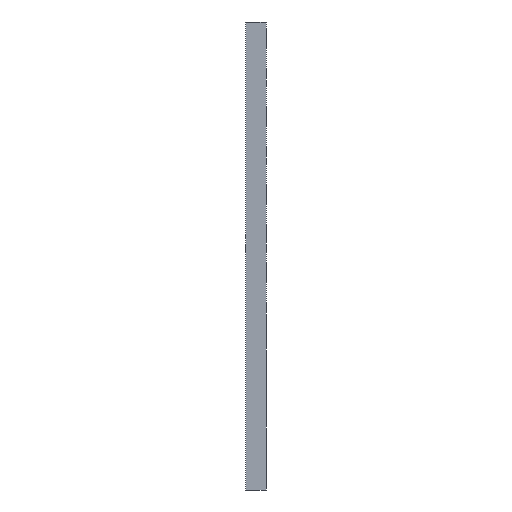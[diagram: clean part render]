
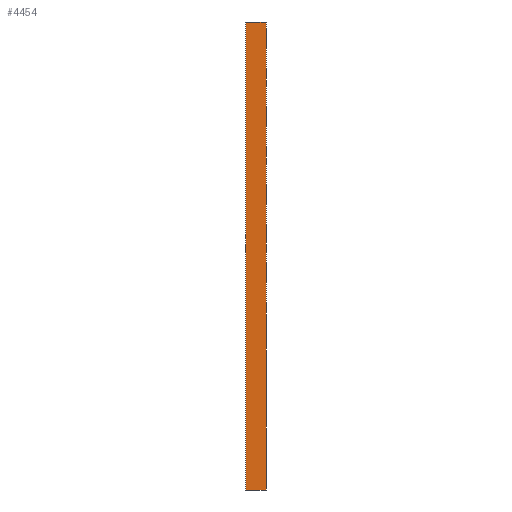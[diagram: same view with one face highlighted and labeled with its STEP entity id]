
A CAD part, left-side view. The second image highlights one B-rep face of the part: STEP entity #4454.
In plain terms, the highlighted planar face has unit normal (-1, 0, 0).
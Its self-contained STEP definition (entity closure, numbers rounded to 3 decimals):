
#293=FACE_OUTER_BOUND('',#527,.T.);
#527=EDGE_LOOP('',(#3572,#3573,#3574,#3575,#3576,#3577));
#966=LINE('',#6804,#1494);
#987=LINE('',#6845,#1515);
#1052=LINE('',#7070,#1580);
#1053=LINE('',#7072,#1581);
#1055=LINE('',#7076,#1583);
#1057=LINE('',#7079,#1585);
#1494=VECTOR('',#5500,10.);
#1515=VECTOR('',#5539,10.);
#1580=VECTOR('',#5718,2.88);
#1581=VECTOR('',#5721,10.);
#1583=VECTOR('',#5725,10.);
#1585=VECTOR('',#5729,10.);
#1981=VERTEX_POINT('',#6801);
#1982=VERTEX_POINT('',#6803);
#1993=VERTEX_POINT('',#6843);
#2095=VERTEX_POINT('',#7066);
#2096=VERTEX_POINT('',#7068);
#2097=VERTEX_POINT('',#7075);
#2486=EDGE_CURVE('',#1982,#1981,#966,.T.);
#2507=EDGE_CURVE('',#1981,#1993,#987,.T.);
#2620=EDGE_CURVE('',#2096,#2095,#1052,.T.);
#2621=EDGE_CURVE('',#1993,#2095,#1053,.T.);
#2623=EDGE_CURVE('',#1982,#2097,#1055,.T.);
#2625=EDGE_CURVE('',#2097,#2096,#1057,.T.);
#3572=ORIENTED_EDGE('',*,*,#2621,.T.);
#3573=ORIENTED_EDGE('',*,*,#2620,.F.);
#3574=ORIENTED_EDGE('',*,*,#2625,.F.);
#3575=ORIENTED_EDGE('',*,*,#2623,.F.);
#3576=ORIENTED_EDGE('',*,*,#2486,.T.);
#3577=ORIENTED_EDGE('',*,*,#2507,.T.);
#4081=PLANE('',#4783);
#4454=ADVANCED_FACE('',(#293),#4081,.F.);
#4783=AXIS2_PLACEMENT_3D('',#7080,#5730,#5731);
#5500=DIRECTION('',(0.,-1.,0.));
#5539=DIRECTION('',(0.,0.,1.));
#5718=DIRECTION('',(0.,-1.,0.));
#5721=DIRECTION('',(0.,1.,0.));
#5725=DIRECTION('',(0.,1.,0.));
#5729=DIRECTION('',(0.,0.,1.));
#5730=DIRECTION('center_axis',(1.,0.,0.));
#5731=DIRECTION('ref_axis',(0.,0.,1.));
#6801=CARTESIAN_POINT('',(-60.,0.,-600.));
#6803=CARTESIAN_POINT('',(-60.,4.,-600.));
#6804=CARTESIAN_POINT('',(-60.,8.369,-600.));
#6843=CARTESIAN_POINT('',(-60.,0.,0.));
#6845=CARTESIAN_POINT('',(-60.,0.,-300.));
#7066=CARTESIAN_POINT('',(-60.,4.,0.));
#7068=CARTESIAN_POINT('',(-60.,26.,0.));
#7070=CARTESIAN_POINT('',(-60.,-5.048,0.));
#7072=CARTESIAN_POINT('',(-60.,8.369,0.));
#7075=CARTESIAN_POINT('',(-60.,26.,-600.));
#7076=CARTESIAN_POINT('',(-60.,4.,-600.));
#7079=CARTESIAN_POINT('',(-60.,26.,-600.));
#7080=CARTESIAN_POINT('Origin',(-60.,12.738,-300.));
